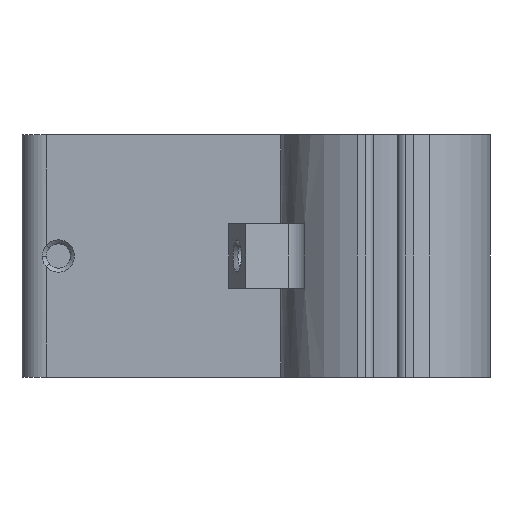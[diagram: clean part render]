
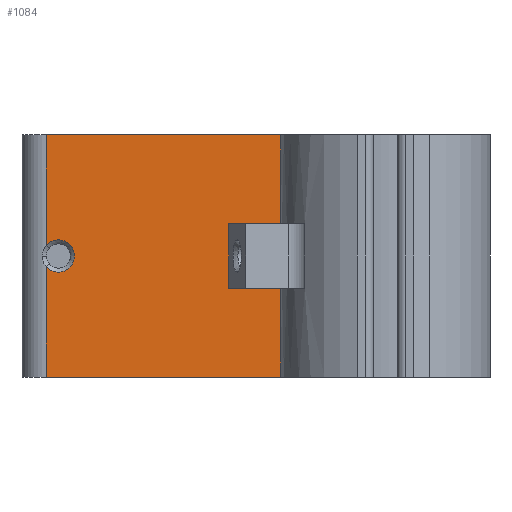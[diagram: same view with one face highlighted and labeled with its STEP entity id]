
A CAD part, left-side view. The second image highlights one B-rep face of the part: STEP entity #1084.
In plain terms, the highlighted planar face has unit normal (-1, 0, 0).
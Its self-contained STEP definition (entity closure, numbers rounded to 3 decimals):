
#67=PLANE('',#1170);
#104=FACE_OUTER_BOUND('',#163,.T.);
#163=EDGE_LOOP('',(#765,#766,#767,#768,#769,#770));
#231=CIRCLE('',#1169,2.);
#294=LINE('',#1694,#390);
#295=LINE('',#1696,#391);
#296=LINE('',#1698,#392);
#297=LINE('',#1700,#393);
#298=LINE('',#1701,#394);
#390=VECTOR('',#1303,10.);
#391=VECTOR('',#1304,10.);
#392=VECTOR('',#1305,10.);
#393=VECTOR('',#1306,10.);
#394=VECTOR('',#1307,10.);
#483=VERTEX_POINT('',#1633);
#486=VERTEX_POINT('',#1638);
#489=VERTEX_POINT('',#1693);
#490=VERTEX_POINT('',#1695);
#491=VERTEX_POINT('',#1697);
#492=VERTEX_POINT('',#1699);
#593=EDGE_CURVE('',#486,#483,#231,.T.);
#599=EDGE_CURVE('',#489,#486,#294,.T.);
#600=EDGE_CURVE('',#490,#489,#295,.T.);
#601=EDGE_CURVE('',#490,#491,#296,.T.);
#602=EDGE_CURVE('',#492,#491,#297,.T.);
#603=EDGE_CURVE('',#483,#492,#298,.T.);
#765=ORIENTED_EDGE('',*,*,#593,.F.);
#766=ORIENTED_EDGE('',*,*,#599,.F.);
#767=ORIENTED_EDGE('',*,*,#600,.F.);
#768=ORIENTED_EDGE('',*,*,#601,.T.);
#769=ORIENTED_EDGE('',*,*,#602,.F.);
#770=ORIENTED_EDGE('',*,*,#603,.F.);
#1084=ADVANCED_FACE('',(#104),#67,.T.);
#1169=AXIS2_PLACEMENT_3D('',#1640,#1298,#1299);
#1170=AXIS2_PLACEMENT_3D('',#1692,#1301,#1302);
#1298=DIRECTION('center_axis',(-1.,0.,0.));
#1299=DIRECTION('ref_axis',(0.,-1.,0.));
#1301=DIRECTION('center_axis',(-1.,0.,0.));
#1302=DIRECTION('ref_axis',(0.,-1.,0.));
#1303=DIRECTION('',(0.,0.,1.));
#1304=DIRECTION('',(0.,1.,0.));
#1305=DIRECTION('',(0.,0.,1.));
#1306=DIRECTION('',(0.,-1.,0.));
#1307=DIRECTION('',(0.,0.,1.));
#1633=CARTESIAN_POINT('',(42.346,65.067,16.323));
#1638=CARTESIAN_POINT('',(42.346,65.067,13.677));
#1640=CARTESIAN_POINT('Origin',(42.346,63.567,15.));
#1692=CARTESIAN_POINT('Origin',(42.346,65.067,0.));
#1693=CARTESIAN_POINT('',(42.346,65.067,0.));
#1694=CARTESIAN_POINT('',(42.346,65.067,0.));
#1695=CARTESIAN_POINT('',(42.346,30.067,0.));
#1696=CARTESIAN_POINT('',(42.346,53.067,0.));
#1697=CARTESIAN_POINT('',(42.346,30.067,30.));
#1698=CARTESIAN_POINT('',(42.346,30.067,0.));
#1699=CARTESIAN_POINT('',(42.346,65.067,30.));
#1700=CARTESIAN_POINT('',(42.346,53.067,30.));
#1701=CARTESIAN_POINT('',(42.346,65.067,0.));
